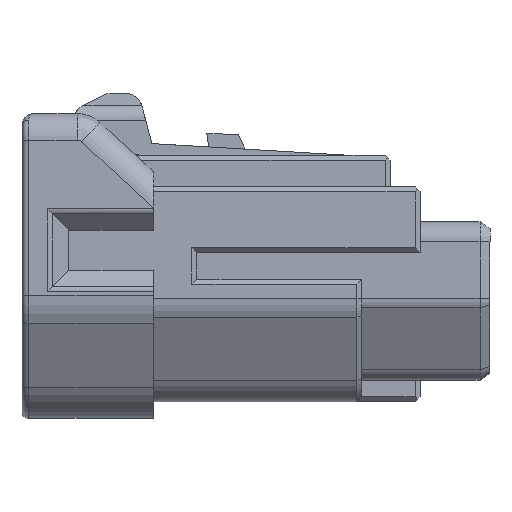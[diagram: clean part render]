
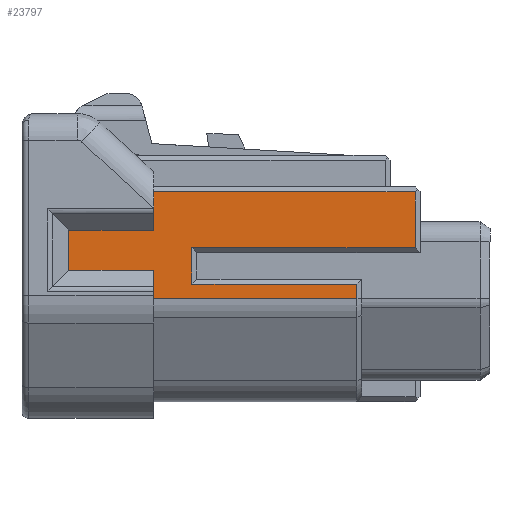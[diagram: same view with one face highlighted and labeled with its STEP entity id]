
A CAD part, left-side view. The second image highlights one B-rep face of the part: STEP entity #23797.
In plain terms, the highlighted planar face has unit normal (-1, 0, 0).
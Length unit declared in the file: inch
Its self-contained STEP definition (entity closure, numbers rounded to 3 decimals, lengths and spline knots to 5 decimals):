
#1871=DIRECTION('',(0.,0.,-1.));
#1872=VECTOR('',#1871,0.03317);
#1873=CARTESIAN_POINT('',(-11.08692,-1.18893,
2.18965));
#1874=LINE('',#1873,#1872);
#6591=DIRECTION('',(0.,0.,1.));
#6592=VECTOR('',#6591,0.04311);
#6593=CARTESIAN_POINT('',(-11.08692,-1.2342,
2.17323));
#6594=LINE('',#6593,#6592);
#6599=DIRECTION('',(0.,1.,0.));
#6600=VECTOR('',#6599,0.10039);
#6601=CARTESIAN_POINT('',(-11.08692,-1.18893,
2.18965));
#6602=LINE('',#6601,#6600);
#6603=DIRECTION('',(0.,1.,0.));
#6604=VECTOR('',#6603,0.19488);
#6605=CARTESIAN_POINT('',(-11.08692,-1.42908,
2.17323));
#6606=LINE('',#6605,#6604);
#6607=DIRECTION('',(0.,0.,-1.));
#6608=VECTOR('',#6607,0.01674);
#6609=CARTESIAN_POINT('',(-11.08692,-1.42908,
2.17323));
#6610=LINE('',#6609,#6608);
#6780=DIRECTION('',(0.,0.,1.));
#6781=VECTOR('',#6780,0.04508);
#6782=CARTESIAN_POINT('',(-11.08692,-1.18893,
2.2372));
#6783=LINE('',#6782,#6781);
#6812=DIRECTION('',(0.,-1.,0.));
#6813=VECTOR('',#6812,0.30906);
#6814=CARTESIAN_POINT('',(-11.08692,-1.18893,
2.28228));
#6815=LINE('',#6814,#6813);
#7020=DIRECTION('',(0.,1.,0.));
#7021=VECTOR('',#7020,0.26378);
#7022=CARTESIAN_POINT('',(-11.08692,-1.49798,
2.21634));
#7023=LINE('',#7022,#7021);
#7024=DIRECTION('',(0.,0.,-1.));
#7025=VECTOR('',#7024,0.06594);
#7026=CARTESIAN_POINT('',(-11.08692,-1.49798,
2.28228));
#7027=LINE('',#7026,#7025);
#7036=DIRECTION('',(0.,-1.,0.));
#7037=VECTOR('',#7036,0.10039);
#7038=CARTESIAN_POINT('',(-11.08692,-1.08853,
2.2372));
#7039=LINE('',#7038,#7037);
#7071=DIRECTION('',(0.,0.,1.));
#7072=VECTOR('',#7071,0.04755);
#7073=CARTESIAN_POINT('',(-11.08692,-1.08853,
2.18965));
#7074=LINE('',#7073,#7072);
#7079=DIRECTION('',(0.,-1.,0.));
#7080=VECTOR('',#7079,0.24016);
#7081=CARTESIAN_POINT('',(-11.08692,-1.18893,
2.15648));
#7082=LINE('',#7081,#7080);
#8558=CARTESIAN_POINT('',(-11.08692,-1.18893,
2.15648));
#8560=VERTEX_POINT('',#8558);
#8741=CARTESIAN_POINT('',(-11.08692,-1.2342,
2.21634));
#8742=VERTEX_POINT('',#8741);
#8743=CARTESIAN_POINT('',(-11.08692,-1.49798,
2.21634));
#8744=VERTEX_POINT('',#8743);
#8745=CARTESIAN_POINT('',(-11.08692,-1.49798,
2.28228));
#8746=VERTEX_POINT('',#8745);
#8747=CARTESIAN_POINT('',(-11.08692,-1.18893,
2.28228));
#8748=VERTEX_POINT('',#8747);
#8749=CARTESIAN_POINT('',(-11.08692,-1.18893,
2.2372));
#8750=VERTEX_POINT('',#8749);
#8751=CARTESIAN_POINT('',(-11.08692,-1.08853,
2.2372));
#8752=VERTEX_POINT('',#8751);
#9484=CARTESIAN_POINT('',(-11.08692,-1.42908,
2.17323));
#9485=CARTESIAN_POINT('',(-11.08692,-1.2342,
2.17323));
#9486=VERTEX_POINT('',#9484);
#9487=VERTEX_POINT('',#9485);
#9532=CARTESIAN_POINT('',(-11.08692,-1.42908,
2.15648));
#9533=VERTEX_POINT('',#9532);
#9560=CARTESIAN_POINT('',(-11.08692,-1.18893,
2.18965));
#9561=CARTESIAN_POINT('',(-11.08692,-1.08853,
2.18965));
#9562=VERTEX_POINT('',#9560);
#9563=VERTEX_POINT('',#9561);
#23770=CARTESIAN_POINT('',(-11.08692,-1.29326,
2.22028));
#23771=DIRECTION('',(1.,0.,0.));
#23772=DIRECTION('',(0.,0.,1.));
#23773=AXIS2_PLACEMENT_3D('',#23770,#23771,#23772);
#23774=PLANE('',#23773);
#23776=ORIENTED_EDGE('',*,*,#23775,.T.);
#23778=ORIENTED_EDGE('',*,*,#23777,.T.);
#23780=ORIENTED_EDGE('',*,*,#23779,.T.);
#23782=ORIENTED_EDGE('',*,*,#23781,.T.);
#23784=ORIENTED_EDGE('',*,*,#23783,.T.);
#23786=ORIENTED_EDGE('',*,*,#23785,.T.);
#23788=ORIENTED_EDGE('',*,*,#23787,.T.);
#23789=ORIENTED_EDGE('',*,*,#23756,.F.);
#23790=ORIENTED_EDGE('',*,*,#23337,.F.);
#23791=ORIENTED_EDGE('',*,*,#23360,.T.);
#23793=ORIENTED_EDGE('',*,*,#23792,.F.);
#23794=ORIENTED_EDGE('',*,*,#14516,.F.);
#23795=EDGE_LOOP('',(#23776,#23778,#23780,#23782,#23784,#23786,#23788,#23789,
#23790,#23791,#23793,#23794));
#23796=FACE_OUTER_BOUND('',#23795,.F.);
#23797=ADVANCED_FACE('',(#23796),#23774,.F.);
#14516=EDGE_CURVE('',#9562,#8560,#1874,.T.);
#23337=EDGE_CURVE('',#9486,#9487,#6606,.T.);
#23360=EDGE_CURVE('',#9486,#9533,#6610,.T.);
#23756=EDGE_CURVE('',#9487,#8742,#6594,.T.);
#23775=EDGE_CURVE('',#9562,#9563,#6602,.T.);
#23777=EDGE_CURVE('',#9563,#8752,#7074,.T.);
#23779=EDGE_CURVE('',#8752,#8750,#7039,.T.);
#23781=EDGE_CURVE('',#8750,#8748,#6783,.T.);
#23783=EDGE_CURVE('',#8748,#8746,#6815,.T.);
#23785=EDGE_CURVE('',#8746,#8744,#7027,.T.);
#23787=EDGE_CURVE('',#8744,#8742,#7023,.T.);
#23792=EDGE_CURVE('',#8560,#9533,#7082,.T.);
